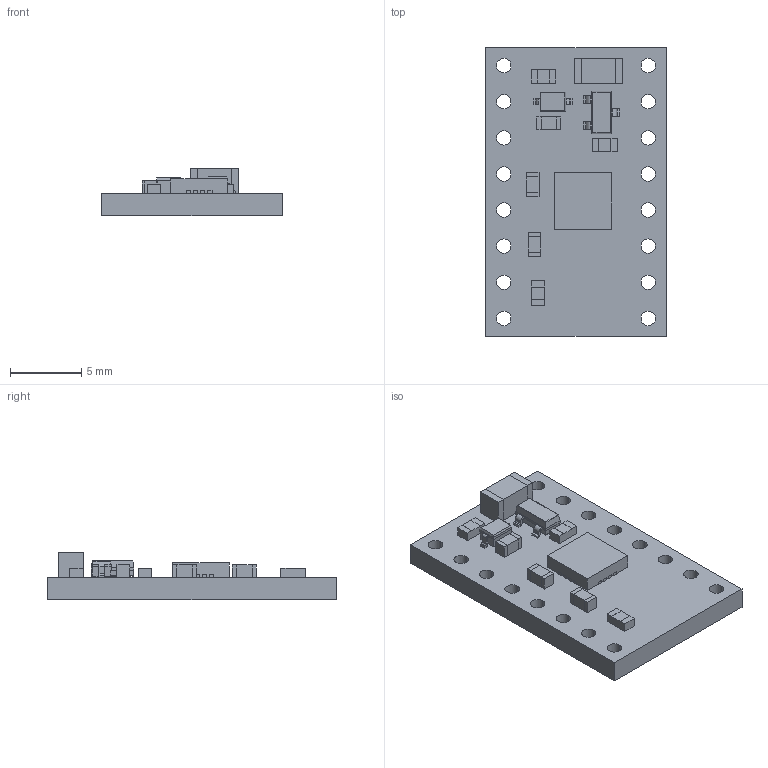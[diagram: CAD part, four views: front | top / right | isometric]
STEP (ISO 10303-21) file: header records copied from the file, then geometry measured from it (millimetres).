
FILE_DESCRIPTION (( 'STEP AP214' ), '1' );
FILE_NAME ('drv8833-dual-motor-driver-carrier-step.step', '2018-11-02T17:39:52', ( '' ), ( '' ), 'SwSTEP 2.0', 'SolidWorks 2016', '' );
FILE_SCHEMA (( 'AUTOMOTIVE_DESIGN' ));
Length unit declared in the file: millimetre
Products named in the file (1): drv8833-dual-motor-driver-carrier-step
Bounding box: 12.7 x 20.32 x 3.37 mm (x, y, z)
Volume: 427.5 mm3; surface area: 795.4 mm2
Topology: 1 solids, 1 shells, 629 faces, 1742 edges, 1142 vertices
Faces by surface type: plane 434, bspline 135, cylinder 60
Entity records: 31383 total; most frequent: CARTESIAN_POINT 9149, ORIENTED_EDGE 3484, DIRECTION 2534, EDGE_CURVE 1742, LINE 1336, VECTOR 1336, VERTEX_POINT 1142, EDGE_LOOP 724
